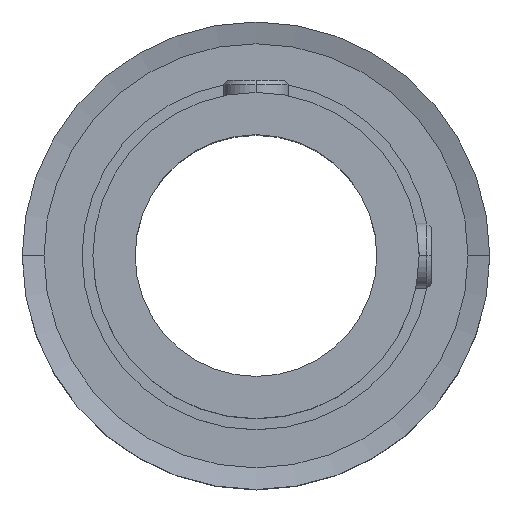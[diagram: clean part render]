
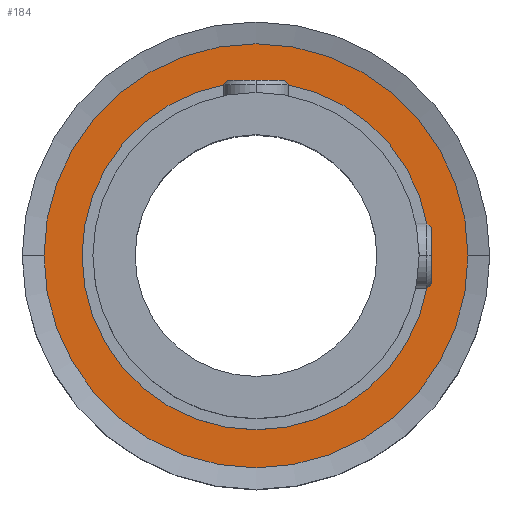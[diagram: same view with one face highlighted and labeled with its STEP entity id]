
A CAD part, top view. The second image highlights one B-rep face of the part: STEP entity #184.
In plain terms, the highlighted planar face has unit normal (0, 0, 1).
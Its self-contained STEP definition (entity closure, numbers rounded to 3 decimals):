
#184 = ADVANCED_FACE ( 'NONE', ( #4978, #2890 ), #4947, .T. ) ;
#205 = AXIS2_PLACEMENT_3D ( 'NONE', #2426, #3043, #2528 ) ;
#232 = AXIS2_PLACEMENT_3D ( 'NONE', #4486, #437, #5607 ) ;
#282 = AXIS2_PLACEMENT_3D ( 'NONE', #4721, #4784, #1044 ) ;
#390 = ORIENTED_EDGE ( 'NONE', *, *, #4822, .T. ) ;
#437 = DIRECTION ( 'NONE',  ( 0., 0., 1. ) ) ;
#887 = EDGE_LOOP ( 'NONE', ( #5385, #6222 ) ) ;
#945 = CIRCLE ( 'NONE', #282, 19.5 ) ;
#991 = VERTEX_POINT ( 'NONE', #3807 ) ;
#1044 = DIRECTION ( 'NONE',  ( 1., 0., 0. ) ) ;
#1072 = DIRECTION ( 'NONE',  ( 0., 0., 1. ) ) ;
#1283 = VERTEX_POINT ( 'NONE', #5384 ) ;
#1332 = EDGE_LOOP ( 'NONE', ( #390, #5039 ) ) ;
#2393 = CIRCLE ( 'NONE', #232, 16. ) ;
#2426 = CARTESIAN_POINT ( 'NONE',  ( 0., 0., 21.1 ) ) ;
#2454 = DIRECTION ( 'NONE',  ( 0., 0., 1. ) ) ;
#2503 = EDGE_CURVE ( 'NONE', #3777, #6552, #945, .T. ) ;
#2528 = DIRECTION ( 'NONE',  ( 1., 0., 0. ) ) ;
#2890 = FACE_BOUND ( 'NONE', #887, .T. ) ;
#3043 = DIRECTION ( 'NONE',  ( 0., 0., 1. ) ) ;
#3147 = CARTESIAN_POINT ( 'NONE',  ( 0., 0., 21.1 ) ) ;
#3539 = AXIS2_PLACEMENT_3D ( 'NONE', #4001, #2454, #6080 ) ;
#3777 = VERTEX_POINT ( 'NONE', #5776 ) ;
#3807 = CARTESIAN_POINT ( 'NONE',  ( -16., 0., 21.1 ) ) ;
#3809 = CIRCLE ( 'NONE', #5316, 16. ) ;
#4001 = CARTESIAN_POINT ( 'NONE',  ( 0., 0., 21.1 ) ) ;
#4254 = CIRCLE ( 'NONE', #205, 19.5 ) ;
#4481 = EDGE_CURVE ( 'NONE', #1283, #991, #3809, .T. ) ;
#4486 = CARTESIAN_POINT ( 'NONE',  ( 0., 0., 21.1 ) ) ;
#4721 = CARTESIAN_POINT ( 'NONE',  ( 0., 0., 21.1 ) ) ;
#4784 = DIRECTION ( 'NONE',  ( 0., 0., 1. ) ) ;
#4822 = EDGE_CURVE ( 'NONE', #6552, #3777, #4254, .T. ) ;
#4947 = PLANE ( 'NONE',  #3539 ) ;
#4978 = FACE_OUTER_BOUND ( 'NONE', #1332, .T. ) ;
#5039 = ORIENTED_EDGE ( 'NONE', *, *, #2503, .T. ) ;
#5229 = DIRECTION ( 'NONE',  ( 1., 0., 0. ) ) ;
#5316 = AXIS2_PLACEMENT_3D ( 'NONE', #3147, #1072, #5229 ) ;
#5384 = CARTESIAN_POINT ( 'NONE',  ( 16., 0., 21.1 ) ) ;
#5385 = ORIENTED_EDGE ( 'NONE', *, *, #4481, .F. ) ;
#5607 = DIRECTION ( 'NONE',  ( 1., 0., 0. ) ) ;
#5610 = EDGE_CURVE ( 'NONE', #991, #1283, #2393, .T. ) ;
#5776 = CARTESIAN_POINT ( 'NONE',  ( -19.5, 0., 21.1 ) ) ;
#6080 = DIRECTION ( 'NONE',  ( 1., 0., 0. ) ) ;
#6222 = ORIENTED_EDGE ( 'NONE', *, *, #5610, .F. ) ;
#6502 = CARTESIAN_POINT ( 'NONE',  ( 19.5, 0., 21.1 ) ) ;
#6552 = VERTEX_POINT ( 'NONE', #6502 ) ;
